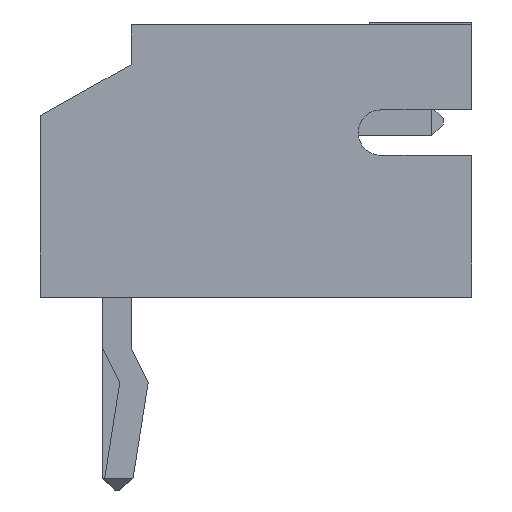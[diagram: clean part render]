
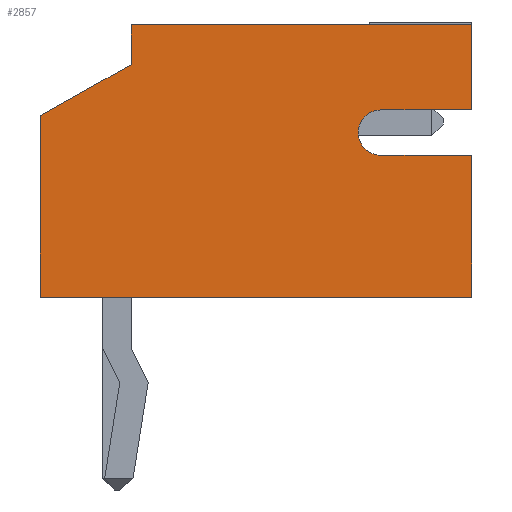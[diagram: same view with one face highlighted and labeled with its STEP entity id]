
A CAD part, left-side view. The second image highlights one B-rep face of the part: STEP entity #2857.
In plain terms, the highlighted planar face has unit normal (-1, 0, 0).
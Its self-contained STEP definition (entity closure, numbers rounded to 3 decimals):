
#1650 = VERTEX_POINT('',#1651);
#1651 = CARTESIAN_POINT('',(-1.95,-6.25,4.8));
#1657 = EDGE_CURVE('',#1650,#1658,#1660,.T.);
#1658 = VERTEX_POINT('',#1659);
#1659 = CARTESIAN_POINT('',(-1.95,-6.25,3.3));
#1660 = LINE('',#1661,#1662);
#1661 = CARTESIAN_POINT('',(-1.95,-6.25,4.8));
#1662 = VECTOR('',#1663,1.);
#1663 = DIRECTION('',(0.,0.,-1.));
#2810 = EDGE_CURVE('',#2811,#1650,#2813,.T.);
#2811 = VERTEX_POINT('',#2812);
#2812 = CARTESIAN_POINT('',(-1.95,-0.25,4.8));
#2813 = LINE('',#2814,#2815);
#2814 = CARTESIAN_POINT('',(-1.95,-0.25,4.8));
#2815 = VECTOR('',#2816,1.);
#2816 = DIRECTION('',(0.,-1.,0.));
#2857 = ADVANCED_FACE('',(#2858),#2933,.T.);
#2858 = FACE_BOUND('',#2859,.T.);
#2859 = EDGE_LOOP('',(#2860,#2868,#2876,#2884,#2892,#2900,#2908,#2916,
#2925,#2931,#2932));
#2860 = ORIENTED_EDGE('',*,*,#2861,.T.);
#2861 = EDGE_CURVE('',#2811,#2862,#2864,.T.);
#2862 = VERTEX_POINT('',#2863);
#2863 = CARTESIAN_POINT('',(-1.95,-0.25,4.1));
#2864 = LINE('',#2865,#2866);
#2865 = CARTESIAN_POINT('',(-1.95,-0.25,4.8));
#2866 = VECTOR('',#2867,1.);
#2867 = DIRECTION('',(0.,0.,-1.));
#2868 = ORIENTED_EDGE('',*,*,#2869,.T.);
#2869 = EDGE_CURVE('',#2862,#2870,#2872,.T.);
#2870 = VERTEX_POINT('',#2871);
#2871 = CARTESIAN_POINT('',(-1.95,1.35,3.2));
#2872 = LINE('',#2873,#2874);
#2873 = CARTESIAN_POINT('',(-1.95,-0.25,4.1));
#2874 = VECTOR('',#2875,1.);
#2875 = DIRECTION('',(0.,0.872,-0.49)
);
#2876 = ORIENTED_EDGE('',*,*,#2877,.T.);
#2877 = EDGE_CURVE('',#2870,#2878,#2880,.T.);
#2878 = VERTEX_POINT('',#2879);
#2879 = CARTESIAN_POINT('',(-1.95,1.35,0.));
#2880 = LINE('',#2881,#2882);
#2881 = CARTESIAN_POINT('',(-1.95,1.35,3.2));
#2882 = VECTOR('',#2883,1.);
#2883 = DIRECTION('',(-0.,0.,-1.));
#2884 = ORIENTED_EDGE('',*,*,#2885,.T.);
#2885 = EDGE_CURVE('',#2878,#2886,#2888,.T.);
#2886 = VERTEX_POINT('',#2887);
#2887 = CARTESIAN_POINT('',(-1.95,-6.25,0.));
#2888 = LINE('',#2889,#2890);
#2889 = CARTESIAN_POINT('',(-1.95,1.35,0.));
#2890 = VECTOR('',#2891,1.);
#2891 = DIRECTION('',(0.,-1.,0.));
#2892 = ORIENTED_EDGE('',*,*,#2893,.T.);
#2893 = EDGE_CURVE('',#2886,#2894,#2896,.T.);
#2894 = VERTEX_POINT('',#2895);
#2895 = CARTESIAN_POINT('',(-1.95,-6.25,0.3));
#2896 = LINE('',#2897,#2898);
#2897 = CARTESIAN_POINT('',(-1.95,-6.25,0.));
#2898 = VECTOR('',#2899,1.);
#2899 = DIRECTION('',(0.,0.,1.));
#2900 = ORIENTED_EDGE('',*,*,#2901,.F.);
#2901 = EDGE_CURVE('',#2902,#2894,#2904,.T.);
#2902 = VERTEX_POINT('',#2903);
#2903 = CARTESIAN_POINT('',(-1.95,-6.25,2.5));
#2904 = LINE('',#2905,#2906);
#2905 = CARTESIAN_POINT('',(-1.95,-6.25,4.8));
#2906 = VECTOR('',#2907,1.);
#2907 = DIRECTION('',(0.,0.,-1.));
#2908 = ORIENTED_EDGE('',*,*,#2909,.F.);
#2909 = EDGE_CURVE('',#2910,#2902,#2912,.T.);
#2910 = VERTEX_POINT('',#2911);
#2911 = CARTESIAN_POINT('',(-1.95,-4.65,2.5));
#2912 = LINE('',#2913,#2914);
#2913 = CARTESIAN_POINT('',(-1.95,-2.45,2.5));
#2914 = VECTOR('',#2915,1.);
#2915 = DIRECTION('',(0.,-1.,0.));
#2916 = ORIENTED_EDGE('',*,*,#2917,.T.);
#2917 = EDGE_CURVE('',#2910,#2918,#2920,.T.);
#2918 = VERTEX_POINT('',#2919);
#2919 = CARTESIAN_POINT('',(-1.95,-4.65,3.3));
#2920 = CIRCLE('',#2921,0.4);
#2921 = AXIS2_PLACEMENT_3D('',#2922,#2923,#2924);
#2922 = CARTESIAN_POINT('',(-1.95,-4.65,2.9));
#2923 = DIRECTION('',(1.,0.,0.));
#2924 = DIRECTION('',(0.,0.,1.));
#2925 = ORIENTED_EDGE('',*,*,#2926,.F.);
#2926 = EDGE_CURVE('',#1658,#2918,#2927,.T.);
#2927 = LINE('',#2928,#2929);
#2928 = CARTESIAN_POINT('',(-1.95,-3.25,3.3));
#2929 = VECTOR('',#2930,1.);
#2930 = DIRECTION('',(0.,1.,0.));
#2931 = ORIENTED_EDGE('',*,*,#1657,.F.);
#2932 = ORIENTED_EDGE('',*,*,#2810,.F.);
#2933 = PLANE('',#2934);
#2934 = AXIS2_PLACEMENT_3D('',#2935,#2936,#2937);
#2935 = CARTESIAN_POINT('',(-1.95,-0.25,4.8));
#2936 = DIRECTION('',(-1.,0.,0.));
#2937 = DIRECTION('',(0.,0.,1.));
